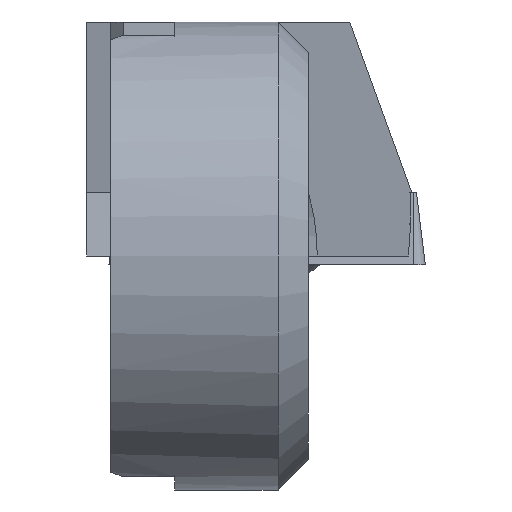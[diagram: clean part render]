
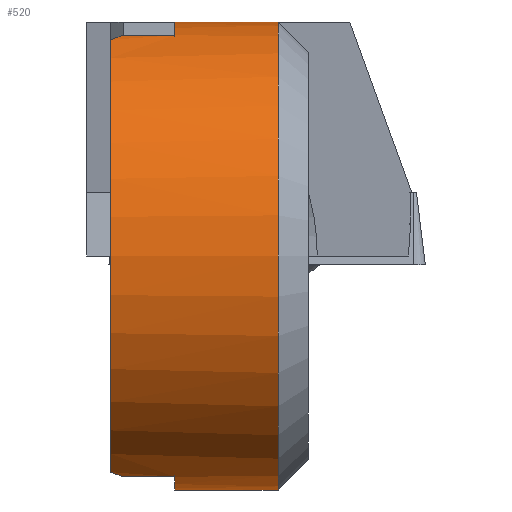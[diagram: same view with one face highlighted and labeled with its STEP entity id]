
A CAD part, left-side view. The second image highlights one B-rep face of the part: STEP entity #520.
In plain terms, the highlighted cylindrical face has radius 7.7 mm (diameter 15.4 mm), a partial arc.
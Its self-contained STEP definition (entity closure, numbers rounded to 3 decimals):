
#514=VERTEX_POINT('NONE',#1448);
#520=ADVANCED_FACE('NONE',(#1454),#1455,.T.);
#604=EDGE_CURVE('',#842,#986,#1546,.T.);
#724=VERTEX_POINT('NONE',#1684);
#792=EDGE_CURVE('NONE',#1214,#724,#1756,.T.);
#798=EDGE_CURVE('NONE',#986,#1128,#1762,.T.);
#800=EDGE_CURVE('NONE',#1128,#896,#1764,.T.);
#814=EDGE_CURVE('NONE',#1276,#1214,#1779,.T.);
#826=EDGE_CURVE('NONE',#896,#1184,#1792,.T.);
#842=VERTEX_POINT('',#1809);
#896=VERTEX_POINT('NONE',#1868);
#986=VERTEX_POINT('',#1963);
#1102=EDGE_CURVE('NONE',#1184,#1276,#2094,.T.);
#1116=EDGE_CURVE('NONE',#724,#514,#2109,.T.);
#1128=VERTEX_POINT('NONE',#2121);
#1138=EDGE_CURVE('NONE',#514,#1396,#2131,.T.);
#1184=VERTEX_POINT('NONE',#2182);
#1214=VERTEX_POINT('NONE',#2215);
#1226=EDGE_CURVE('NONE',#1396,#842,#2230,.T.);
#1276=VERTEX_POINT('NONE',#2285);
#1396=VERTEX_POINT('NONE',#2415);
#1448=CARTESIAN_POINT('',(-2.55,-0.4,-7.266));
#1454=FACE_OUTER_BOUND('',#2474,.T.);
#1455=CYLINDRICAL_SURFACE('',#2475,7.7);
#1546=LINE('',#2606,#2607);
#1684=CARTESIAN_POINT('',(-2.95,0.0,-7.112));
#1756=CIRCLE('',#2895,7.7);
#1762=CIRCLE('',#2903,7.7);
#1764=LINE('',#2906,#2907);
#1779=(B_SPLINE_CURVE(3,(#2926,#2927,#2928,#2929),.UNSPECIFIED.,.F.,.F.)B_SPLINE_CURVE_WITH_KNOTS((4,4),(5.05,5.106),.UNSPECIFIED.)RATIONAL_B_SPLINE_CURVE((1.0,1.,1.,1.0))BOUNDED_CURVE()REPRESENTATION_ITEM('')GEOMETRIC_REPRESENTATION_ITEM()CURVE());
#1792=CIRCLE('',#2949,7.7);
#1809=CARTESIAN_POINT('',(0.,-2.1,-7.7));
#1868=CARTESIAN_POINT('',(0.0,-2.1,7.7));
#1963=CARTESIAN_POINT('',(0.,-5.5,-7.7));
#2094=LINE('',#3370,#3371);
#2109=(B_SPLINE_CURVE(3,(#3392,#3393,#3394,#3395),.UNSPECIFIED.,.F.,.F.)B_SPLINE_CURVE_WITH_KNOTS((4,4),(1.178,1.233),.UNSPECIFIED.)RATIONAL_B_SPLINE_CURVE((1.0,1.,1.,1.0))BOUNDED_CURVE()REPRESENTATION_ITEM('')GEOMETRIC_REPRESENTATION_ITEM()CURVE());
#2121=CARTESIAN_POINT('',(0.,-5.5,7.7));
#2131=LINE('',#3433,#3434);
#2182=CARTESIAN_POINT('',(-2.55,-2.1,7.266));
#2215=CARTESIAN_POINT('',(-2.95,0.0,7.112));
#2230=CIRCLE('',#3570,7.7);
#2285=CARTESIAN_POINT('',(-2.55,-0.4,7.266));
#2415=CARTESIAN_POINT('',(-2.55,-2.1,-7.266));
#2474=EDGE_LOOP('',(#3874,#3875,#3876,#3877,#3878,#3879,#3880,#3881,#3882,#3883));
#2475=AXIS2_PLACEMENT_3D('',#3884,#3885,#3886);
#2606=CARTESIAN_POINT('',(0.,-2.75,-7.7));
#2607=VECTOR('',#3990,1.0);
#2895=AXIS2_PLACEMENT_3D('',#4273,#4274,#4275);
#2903=AXIS2_PLACEMENT_3D('',#4279,#4280,#4281);
#2906=CARTESIAN_POINT('',(0.0,0.,7.7));
#2907=VECTOR('',#4282,1000.0);
#2926=CARTESIAN_POINT('',(-2.55,-0.4,7.266));
#2927=CARTESIAN_POINT('',(-2.685,-0.265,7.218));
#2928=CARTESIAN_POINT('',(-2.818,-0.132,7.167));
#2929=CARTESIAN_POINT('',(-2.95,0.0,7.112));
#2949=AXIS2_PLACEMENT_3D('',#4300,#4301,#4302);
#3370=CARTESIAN_POINT('',(-2.55,-6.5,7.266));
#3371=VECTOR('',#4652,1000.0);
#3392=CARTESIAN_POINT('',(-2.95,0.0,-7.112));
#3393=CARTESIAN_POINT('',(-2.818,-0.132,-7.167));
#3394=CARTESIAN_POINT('',(-2.685,-0.265,-7.218));
#3395=CARTESIAN_POINT('',(-2.55,-0.4,-7.266));
#3433=CARTESIAN_POINT('',(-2.55,-6.5,-7.266));
#3434=VECTOR('',#4679,1000.0);
#3570=AXIS2_PLACEMENT_3D('',#4803,#4804,#4805);
#3874=ORIENTED_EDGE('',*,*,#604,.T.);
#3875=ORIENTED_EDGE('',*,*,#798,.T.);
#3876=ORIENTED_EDGE('',*,*,#800,.T.);
#3877=ORIENTED_EDGE('',*,*,#826,.T.);
#3878=ORIENTED_EDGE('',*,*,#1102,.T.);
#3879=ORIENTED_EDGE('',*,*,#814,.T.);
#3880=ORIENTED_EDGE('',*,*,#792,.T.);
#3881=ORIENTED_EDGE('',*,*,#1116,.T.);
#3882=ORIENTED_EDGE('',*,*,#1138,.T.);
#3883=ORIENTED_EDGE('',*,*,#1226,.T.);
#3884=CARTESIAN_POINT('',(0.0,-6.5,0.0));
#3885=DIRECTION('',(-0.0,1.0,-0.0));
#3886=DIRECTION('',(0.0,0.0,1.0));
#3990=DIRECTION('',(0.0,-1.0,0.0));
#4273=CARTESIAN_POINT('',(0.0,0.0,0.0));
#4274=DIRECTION('',(0.0,-1.0,0.0));
#4275=DIRECTION('',(0.0,0.0,-1.0));
#4279=CARTESIAN_POINT('',(0.0,-5.5,0.0));
#4280=DIRECTION('',(0.0,1.0,0.0));
#4281=DIRECTION('',(0.0,0.0,-1.0));
#4282=DIRECTION('',(0.,1.0,0.0));
#4300=CARTESIAN_POINT('',(0.0,-2.1,0.0));
#4301=DIRECTION('',(0.,-1.0,0.0));
#4302=DIRECTION('',(-1.0,0.,0.0));
#4652=DIRECTION('',(-0.0,1.0,0.0));
#4679=DIRECTION('',(0.0,-1.0,0.0));
#4803=CARTESIAN_POINT('',(0.0,-2.1,0.0));
#4804=DIRECTION('',(0.,-1.0,0.0));
#4805=DIRECTION('',(-1.0,0.,0.0));
